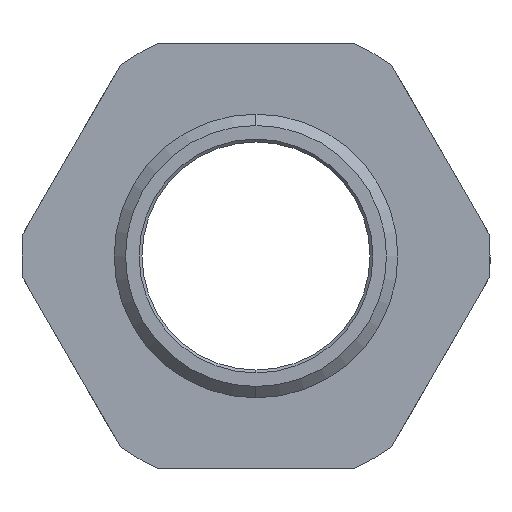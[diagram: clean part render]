
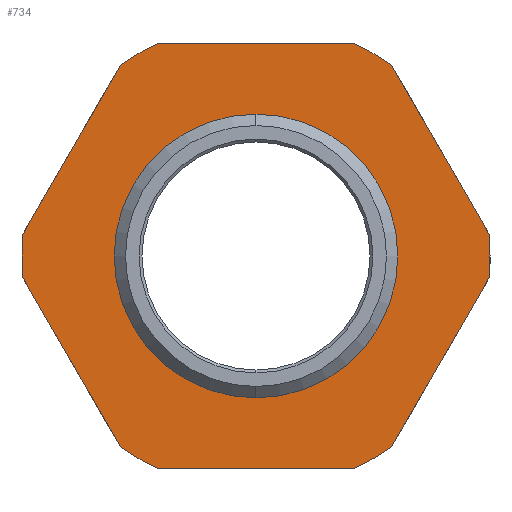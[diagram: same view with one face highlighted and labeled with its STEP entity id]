
A CAD part, left-side view. The second image highlights one B-rep face of the part: STEP entity #734.
In plain terms, the highlighted planar face has unit normal (-1, 0, 0).
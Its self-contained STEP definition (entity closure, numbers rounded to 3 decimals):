
#34 = CARTESIAN_POINT ( 'NONE',  ( 15., -11.942, 16.816 ) ) ;
#103 = CARTESIAN_POINT ( 'NONE',  ( 15., -11.942, -16.816 ) ) ;
#112 = ORIENTED_EDGE ( 'NONE', *, *, #2478, .T. ) ;
#122 = DIRECTION ( 'NONE',  ( 0., -1., 0. ) ) ;
#193 = DIRECTION ( 'NONE',  ( -1., 0., 0. ) ) ;
#271 = VERTEX_POINT ( 'NONE', #103 ) ;
#310 = ORIENTED_EDGE ( 'NONE', *, *, #3162, .T. ) ;
#316 = EDGE_LOOP ( 'NONE', ( #3288, #2769, #1277, #1888, #112, #1574, #2534, #2118, #2193, #355, #310, #3287 ) ) ;
#355 = ORIENTED_EDGE ( 'NONE', *, *, #3267, .T. ) ;
#365 = VERTEX_POINT ( 'NONE', #442 ) ;
#368 = VERTEX_POINT ( 'NONE', #1719 ) ;
#379 = DIRECTION ( 'NONE',  ( 0., 0.5, -0.866 ) ) ;
#383 = VECTOR ( 'NONE', #379, 1000. ) ;
#431 = DIRECTION ( 'NONE',  ( 0., 0., 1. ) ) ;
#442 = CARTESIAN_POINT ( 'NONE',  ( 15., 0., -12.5 ) ) ;
#454 = CARTESIAN_POINT ( 'NONE',  ( 15., 20.534, 1.934 ) ) ;
#462 = CIRCLE ( 'NONE', #1450, 20.625 ) ;
#464 = CARTESIAN_POINT ( 'NONE',  ( 15., 8.592, -18.75 ) ) ;
#528 = DIRECTION ( 'NONE',  ( -1., 0., 0. ) ) ;
#662 = EDGE_CURVE ( 'NONE', #368, #2383, #1407, .T. ) ;
#698 = ORIENTED_EDGE ( 'NONE', *, *, #2492, .F. ) ;
#734 = ADVANCED_FACE ( 'NONE', ( #1040, #2435 ), #1910, .T. ) ;
#830 = VECTOR ( 'NONE', #1793, 1000. ) ;
#861 = CARTESIAN_POINT ( 'NONE',  ( 15., 20.534, 1.934 ) ) ;
#901 = DIRECTION ( 'NONE',  ( 0., 0., 1. ) ) ;
#925 = EDGE_CURVE ( 'NONE', #2677, #1191, #1364, .T. ) ;
#928 = DIRECTION ( 'NONE',  ( -1., 0., 0. ) ) ;
#959 = CARTESIAN_POINT ( 'NONE',  ( 15., 0., 0. ) ) ;
#995 = CARTESIAN_POINT ( 'NONE',  ( 15., 8.592, 18.75 ) ) ;
#996 = LINE ( 'NONE', #3163, #2744 ) ;
#1023 = EDGE_LOOP ( 'NONE', ( #1316, #698 ) ) ;
#1040 = FACE_BOUND ( 'NONE', #1023, .T. ) ;
#1049 = EDGE_CURVE ( 'NONE', #1804, #1421, #1476, .T. ) ;
#1063 = AXIS2_PLACEMENT_3D ( 'NONE', #2426, #1439, #1695 ) ;
#1116 = EDGE_CURVE ( 'NONE', #2464, #2529, #996, .T. ) ;
#1141 = CIRCLE ( 'NONE', #2517, 20.625 ) ;
#1144 = VERTEX_POINT ( 'NONE', #2403 ) ;
#1181 = AXIS2_PLACEMENT_3D ( 'NONE', #2830, #3084, #1558 ) ;
#1187 = DIRECTION ( 'NONE',  ( 0., 0., 1. ) ) ;
#1191 = VERTEX_POINT ( 'NONE', #1649 ) ;
#1277 = ORIENTED_EDGE ( 'NONE', *, *, #1718, .T. ) ;
#1286 = CARTESIAN_POINT ( 'NONE',  ( 15., 11.942, -16.816 ) ) ;
#1316 = ORIENTED_EDGE ( 'NONE', *, *, #2482, .F. ) ;
#1327 = VECTOR ( 'NONE', #3062, 1000. ) ;
#1364 = LINE ( 'NONE', #1286, #1327 ) ;
#1391 = AXIS2_PLACEMENT_3D ( 'NONE', #2031, #3071, #2322 ) ;
#1405 = AXIS2_PLACEMENT_3D ( 'NONE', #1931, #928, #431 ) ;
#1407 = LINE ( 'NONE', #861, #383 ) ;
#1421 = VERTEX_POINT ( 'NONE', #1510 ) ;
#1428 = CARTESIAN_POINT ( 'NONE',  ( 15., -20.534, -1.934 ) ) ;
#1439 = DIRECTION ( 'NONE',  ( -1., 0., 0. ) ) ;
#1450 = AXIS2_PLACEMENT_3D ( 'NONE', #2249, #3265, #1748 ) ;
#1476 = CIRCLE ( 'NONE', #1181, 20.625 ) ;
#1510 = CARTESIAN_POINT ( 'NONE',  ( 15., -20.534, 1.934 ) ) ;
#1532 = CARTESIAN_POINT ( 'NONE',  ( 15., 0., 0. ) ) ;
#1535 = VERTEX_POINT ( 'NONE', #1857 ) ;
#1555 = DIRECTION ( 'NONE',  ( 0., 0., 1. ) ) ;
#1558 = DIRECTION ( 'NONE',  ( 0., 0., 1. ) ) ;
#1574 = ORIENTED_EDGE ( 'NONE', *, *, #2439, .T. ) ;
#1621 = AXIS2_PLACEMENT_3D ( 'NONE', #1532, #528, #1555 ) ;
#1630 = LINE ( 'NONE', #995, #2385 ) ;
#1649 = CARTESIAN_POINT ( 'NONE',  ( 15., 11.942, -16.816 ) ) ;
#1665 = CARTESIAN_POINT ( 'NONE',  ( 15., 12.5, 0. ) ) ;
#1695 = DIRECTION ( 'NONE',  ( 0., 0., 1. ) ) ;
#1718 = EDGE_CURVE ( 'NONE', #1191, #2464, #2006, .T. ) ;
#1719 = CARTESIAN_POINT ( 'NONE',  ( 15., 11.942, 16.816 ) ) ;
#1722 = DIRECTION ( 'NONE',  ( 0., -0.5, 0.866 ) ) ;
#1725 = CIRCLE ( 'NONE', #1391, 12.5 ) ;
#1745 = EDGE_CURVE ( 'NONE', #2814, #1144, #3209, .T. ) ;
#1748 = DIRECTION ( 'NONE',  ( 0., 0., 1. ) ) ;
#1793 = DIRECTION ( 'NONE',  ( 0., 0.5, 0.866 ) ) ;
#1804 = VERTEX_POINT ( 'NONE', #1428 ) ;
#1818 = LINE ( 'NONE', #34, #830 ) ;
#1857 = CARTESIAN_POINT ( 'NONE',  ( 15., 0., 12.5 ) ) ;
#1862 = CARTESIAN_POINT ( 'NONE',  ( 15., 20.534, -1.934 ) ) ;
#1888 = ORIENTED_EDGE ( 'NONE', *, *, #1116, .T. ) ;
#1910 = PLANE ( 'NONE',  #2062 ) ;
#1931 = CARTESIAN_POINT ( 'NONE',  ( 15., 0., 0. ) ) ;
#1985 = DIRECTION ( 'NONE',  ( -1., 0., 0. ) ) ;
#2006 = CIRCLE ( 'NONE', #1063, 20.625 ) ;
#2012 = VERTEX_POINT ( 'NONE', #2798 ) ;
#2031 = CARTESIAN_POINT ( 'NONE',  ( 15., 0., 0. ) ) ;
#2052 = EDGE_CURVE ( 'NONE', #1421, #2814, #1818, .T. ) ;
#2062 = AXIS2_PLACEMENT_3D ( 'NONE', #1665, #3190, #901 ) ;
#2118 = ORIENTED_EDGE ( 'NONE', *, *, #2052, .T. ) ;
#2141 = AXIS2_PLACEMENT_3D ( 'NONE', #959, #193, #1187 ) ;
#2193 = ORIENTED_EDGE ( 'NONE', *, *, #1745, .T. ) ;
#2241 = DIRECTION ( 'NONE',  ( 0., 1., 0. ) ) ;
#2249 = CARTESIAN_POINT ( 'NONE',  ( 15., 0., 0. ) ) ;
#2264 = CARTESIAN_POINT ( 'NONE',  ( 15., 0., 0. ) ) ;
#2322 = DIRECTION ( 'NONE',  ( 0., 0., 1. ) ) ;
#2383 = VERTEX_POINT ( 'NONE', #454 ) ;
#2385 = VECTOR ( 'NONE', #2241, 1000. ) ;
#2403 = CARTESIAN_POINT ( 'NONE',  ( 15., -8.592, 18.75 ) ) ;
#2426 = CARTESIAN_POINT ( 'NONE',  ( 15., 0., 0. ) ) ;
#2435 = FACE_OUTER_BOUND ( 'NONE', #316, .T. ) ;
#2439 = EDGE_CURVE ( 'NONE', #271, #1804, #3161, .T. ) ;
#2448 = EDGE_CURVE ( 'NONE', #2383, #2677, #462, .T. ) ;
#2464 = VERTEX_POINT ( 'NONE', #464 ) ;
#2478 = EDGE_CURVE ( 'NONE', #2529, #271, #1141, .T. ) ;
#2482 = EDGE_CURVE ( 'NONE', #365, #1535, #1725, .T. ) ;
#2483 = VECTOR ( 'NONE', #1722, 1000. ) ;
#2492 = EDGE_CURVE ( 'NONE', #1535, #365, #2922, .T. ) ;
#2517 = AXIS2_PLACEMENT_3D ( 'NONE', #2264, #1985, #2524 ) ;
#2524 = DIRECTION ( 'NONE',  ( 0., 0., 1. ) ) ;
#2529 = VERTEX_POINT ( 'NONE', #3253 ) ;
#2534 = ORIENTED_EDGE ( 'NONE', *, *, #1049, .T. ) ;
#2677 = VERTEX_POINT ( 'NONE', #1862 ) ;
#2744 = VECTOR ( 'NONE', #122, 1000. ) ;
#2769 = ORIENTED_EDGE ( 'NONE', *, *, #925, .T. ) ;
#2771 = CARTESIAN_POINT ( 'NONE',  ( 15., -20.534, -1.934 ) ) ;
#2798 = CARTESIAN_POINT ( 'NONE',  ( 15., 8.592, 18.75 ) ) ;
#2814 = VERTEX_POINT ( 'NONE', #3068 ) ;
#2830 = CARTESIAN_POINT ( 'NONE',  ( 15., 0., 0. ) ) ;
#2922 = CIRCLE ( 'NONE', #1621, 12.5 ) ;
#3059 = CIRCLE ( 'NONE', #2141, 20.625 ) ;
#3062 = DIRECTION ( 'NONE',  ( 0., -0.5, -0.866 ) ) ;
#3068 = CARTESIAN_POINT ( 'NONE',  ( 15., -11.942, 16.816 ) ) ;
#3071 = DIRECTION ( 'NONE',  ( -1., 0., 0. ) ) ;
#3084 = DIRECTION ( 'NONE',  ( -1., 0., 0. ) ) ;
#3161 = LINE ( 'NONE', #2771, #2483 ) ;
#3162 = EDGE_CURVE ( 'NONE', #2012, #368, #3059, .T. ) ;
#3163 = CARTESIAN_POINT ( 'NONE',  ( 15., -8.592, -18.75 ) ) ;
#3190 = DIRECTION ( 'NONE',  ( -1., 0., 0. ) ) ;
#3209 = CIRCLE ( 'NONE', #1405, 20.625 ) ;
#3253 = CARTESIAN_POINT ( 'NONE',  ( 15., -8.592, -18.75 ) ) ;
#3265 = DIRECTION ( 'NONE',  ( -1., 0., 0. ) ) ;
#3267 = EDGE_CURVE ( 'NONE', #1144, #2012, #1630, .T. ) ;
#3287 = ORIENTED_EDGE ( 'NONE', *, *, #662, .T. ) ;
#3288 = ORIENTED_EDGE ( 'NONE', *, *, #2448, .T. ) ;
